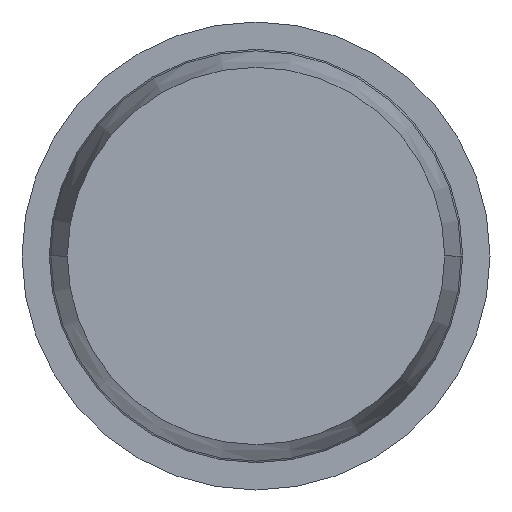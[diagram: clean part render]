
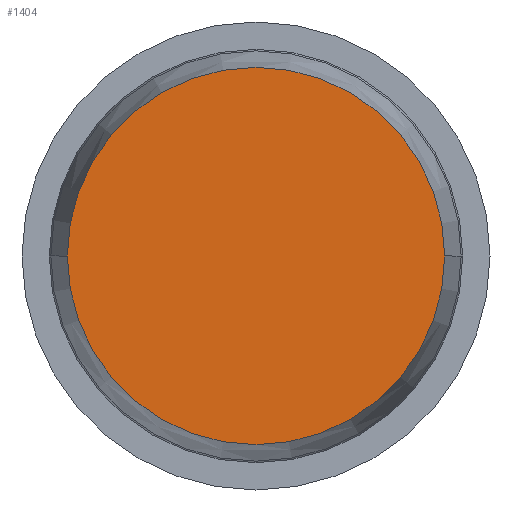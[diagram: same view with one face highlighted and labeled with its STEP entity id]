
A CAD part, front view. The second image highlights one B-rep face of the part: STEP entity #1404.
In plain terms, the highlighted planar face has unit normal (0, -1, 0).
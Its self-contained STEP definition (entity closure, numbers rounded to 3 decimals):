
#417 = ORIENTED_EDGE ( 'NONE', *, *, #4538, .T. ) ;
#420 = PLANE ( 'NONE',  #1709 ) ;
#752 = DIRECTION ( 'NONE',  ( 1., 0., 0. ) ) ;
#1063 = CARTESIAN_POINT ( 'NONE',  ( 0., -19., 0. ) ) ;
#1162 = DIRECTION ( 'NONE',  ( 0., -1., 0. ) ) ;
#1194 = VERTEX_POINT ( 'NONE', #2695 ) ;
#1341 = FACE_OUTER_BOUND ( 'NONE', #1643, .T. ) ;
#1383 = VERTEX_POINT ( 'NONE', #4188 ) ;
#1404 = ADVANCED_FACE ( 'Defeature ausgef�hrt1_0', ( #1341 ), #420, .T. ) ;
#1452 = EDGE_CURVE ( 'Defeature ausgef�hrt1_0+Defeature ausgef�hrt1_10+Defeature ausgef�hrt1_10+Defeature ausgef�hrt1_10', #1194, #1383, #4858, .T. ) ;
#1643 = EDGE_LOOP ( 'NONE', ( #4155, #417 ) ) ;
#1709 = AXIS2_PLACEMENT_3D ( 'NONE', #1854, #1162, #752 ) ;
#1756 = DIRECTION ( 'NONE',  ( 1., 0., 0. ) ) ;
#1854 = CARTESIAN_POINT ( 'NONE',  ( 0., -19., 0. ) ) ;
#2639 = DIRECTION ( 'NONE',  ( 0., -1., 0. ) ) ;
#2690 = CARTESIAN_POINT ( 'NONE',  ( 0., -19., 0. ) ) ;
#2695 = CARTESIAN_POINT ( 'NONE',  ( -1.209, -19., 0. ) ) ;
#2999 = DIRECTION ( 'NONE',  ( 1., 0., 0. ) ) ;
#3303 = AXIS2_PLACEMENT_3D ( 'NONE', #2690, #2639, #2999 ) ;
#4155 = ORIENTED_EDGE ( 'NONE', *, *, #1452, .T. ) ;
#4188 = CARTESIAN_POINT ( 'NONE',  ( 1.209, -19., 0. ) ) ;
#4396 = DIRECTION ( 'NONE',  ( 0., -1., 0. ) ) ;
#4432 = AXIS2_PLACEMENT_3D ( 'NONE', #1063, #4396, #1756 ) ;
#4455 = CIRCLE ( 'NONE', #4432, 1.209 ) ;
#4538 = EDGE_CURVE ( 'Defeature ausgef�hrt1_0+Defeature ausgef�hrt1_10+Defeature ausgef�hrt1_10+Defeature ausgef�hrt1_10', #1383, #1194, #4455, .T. ) ;
#4858 = CIRCLE ( 'NONE', #3303, 1.209 ) ;
